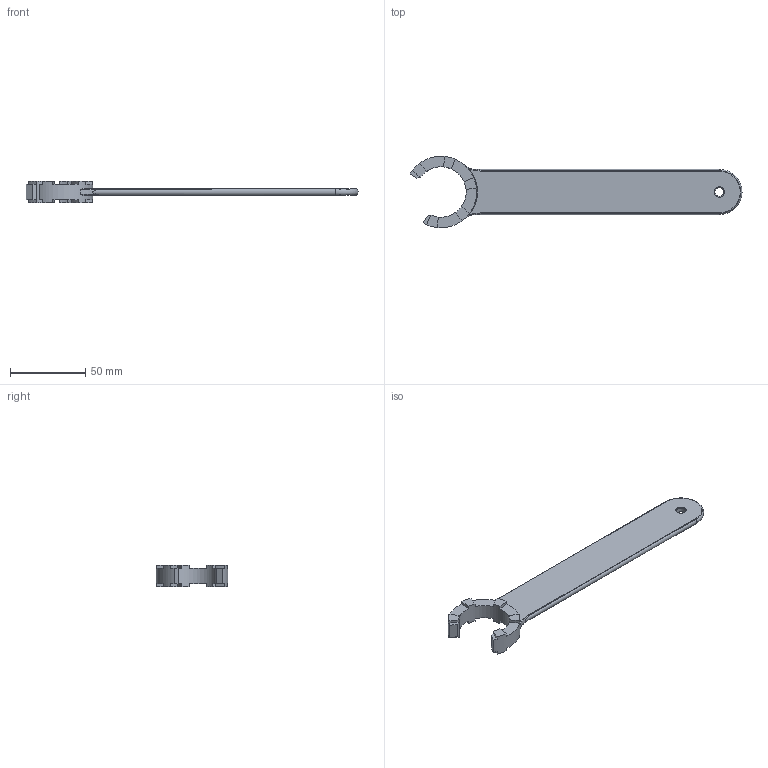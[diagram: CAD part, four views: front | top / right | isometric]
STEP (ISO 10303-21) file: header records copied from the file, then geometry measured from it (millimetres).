
FILE_DESCRIPTION( ( 'Unknown' ), '1' );
FILE_NAME( '711740000-C.stp', 'Unknown', ( 'Unknown' ), ( 'Unknown' ), 'PSStep 15.0.49', 'Unknown', ' ' );
FILE_SCHEMA( ( 'AUTOMOTIVE_DESIGN { 1 0 10303 214 1 1 1 1 }' ) );
Length unit declared in the file: millimetre
Products named in the file (1): 1
Bounding box: 220.57 x 47.47 x 14 mm (x, y, z)
Volume: 27943.9 mm3; surface area: 15231.2 mm2
Topology: 1 solids, 1 shells, 74 faces, 202 edges, 127 vertices
Faces by surface type: cylinder 29, plane 28, bspline 10, torus 5, cone 2
Full cylindrical faces by diameter (mm): 6 x1
Entity records: 5034 total; most frequent: CARTESIAN_POINT 2584, DIRECTION 408, ORIENTED_EDGE 384, EDGE_CURVE 192, AXIS2_PLACEMENT_3D 171, VERTEX_POINT 125, CIRCLE 106, EDGE_LOOP 80
